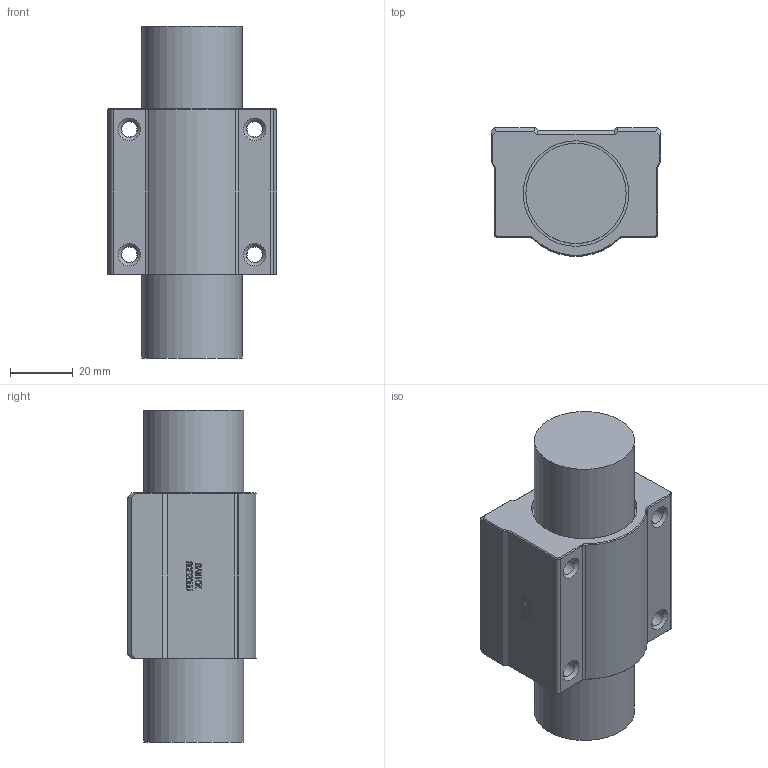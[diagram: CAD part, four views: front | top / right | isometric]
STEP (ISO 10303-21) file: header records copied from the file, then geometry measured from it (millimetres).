
FILE_DESCRIPTION((''),'2;1');
FILE_NAME('SCE20UU.stp','2013-02-07T10:20:33',('user2'),(''),'Autodesk Inventor 2012','Autodesk Inventor 2012','');
FILE_SCHEMA(('AUTOMOTIVE_DESIGN { 1 0 10303 214 1 1 1 1 }'));
Length unit declared in the file: millimetre
Products named in the file (1): SCE20UU
Bounding box: 54 x 40.93 x 106 mm (x, y, z)
Volume: 141594 mm3; surface area: 22877.9 mm2
Topology: 1 solids, 1 shells, 406 faces, 1101 edges, 720 vertices
Faces by surface type: bspline 250, plane 108, cylinder 30, cone 18
Full cylindrical faces by diameter (mm): 4.917 x4, 5.2 x4, 32 x2, 33.7 x2
Entity records: 14683 total; most frequent: CARTESIAN_POINT 5848, ORIENTED_EDGE 2158, EDGE_CURVE 1079, DIRECTION 984, VERTEX_POINT 718, VECTOR 488, LINE 488, EDGE_LOOP 457
